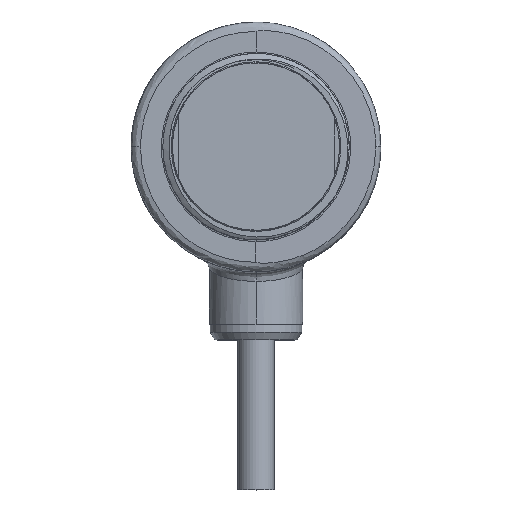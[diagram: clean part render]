
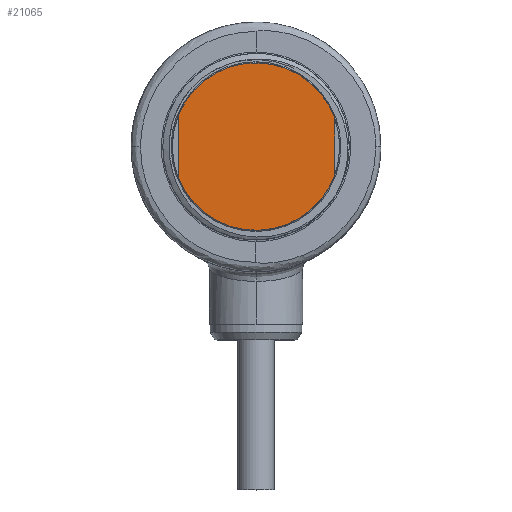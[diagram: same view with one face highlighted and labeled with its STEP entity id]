
A CAD part, top view. The second image highlights one B-rep face of the part: STEP entity #21065.
In plain terms, the highlighted planar face has unit normal (0, 0, 1).
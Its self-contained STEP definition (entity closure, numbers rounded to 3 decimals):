
#9622=CARTESIAN_POINT('',(0.,0.,32.106));
#9623=DIRECTION('',(0.,0.,1.));
#9624=DIRECTION('',(0.943,0.332,0.));
#9625=AXIS2_PLACEMENT_3D('',#9622,#9623,#9624);
#9627=DIRECTION('',(0.,1.,0.));
#9628=VECTOR('',#9627,8.93);
#9629=CARTESIAN_POINT('',(12.7,-4.465,32.106));
#9630=LINE('',#9629,#9628);
#9631=CARTESIAN_POINT('',(0.,0.,32.106));
#9632=DIRECTION('',(0.,0.,1.));
#9633=DIRECTION('',(-0.925,-0.381,0.));
#9634=AXIS2_PLACEMENT_3D('',#9631,#9632,#9633);
#9636=DIRECTION('',(0.,-1.,0.));
#9637=VECTOR('',#9636,10.261);
#9638=CARTESIAN_POINT('',(-12.446,5.131,32.106));
#9639=LINE('',#9638,#9637);
#10507=CARTESIAN_POINT('',(12.7,4.465,32.106));
#10508=CARTESIAN_POINT('',(-12.446,5.131,32.106));
#10509=VERTEX_POINT('',#10507);
#10510=VERTEX_POINT('',#10508);
#10511=CARTESIAN_POINT('',(-12.446,-5.131,32.106));
#10512=VERTEX_POINT('',#10511);
#10513=CARTESIAN_POINT('',(12.7,-4.465,32.106));
#10514=VERTEX_POINT('',#10513);
#21053=CARTESIAN_POINT('',(0.,0.,32.106));
#21054=DIRECTION('',(0.,0.,1.));
#21055=DIRECTION('',(1.,0.,0.));
#21056=AXIS2_PLACEMENT_3D('',#21053,#21054,#21055);
#21057=PLANE('',#21056);
#21058=ORIENTED_EDGE('',*,*,#20998,.F.);
#21059=ORIENTED_EDGE('',*,*,#21044,.F.);
#21060=ORIENTED_EDGE('',*,*,#21006,.F.);
#21062=ORIENTED_EDGE('',*,*,#21061,.F.);
#21063=EDGE_LOOP('',(#21058,#21059,#21060,#21062));
#21064=FACE_OUTER_BOUND('',#21063,.F.);
#21065=ADVANCED_FACE('',(#21064),#21057,.T.);
#9626=CIRCLE('',#9625,13.462);
#9635=CIRCLE('',#9634,13.462);
#20998=EDGE_CURVE('',#10509,#10510,#9626,.T.);
#21006=EDGE_CURVE('',#10512,#10514,#9635,.T.);
#21044=EDGE_CURVE('',#10514,#10509,#9630,.T.);
#21061=EDGE_CURVE('',#10510,#10512,#9639,.T.);
